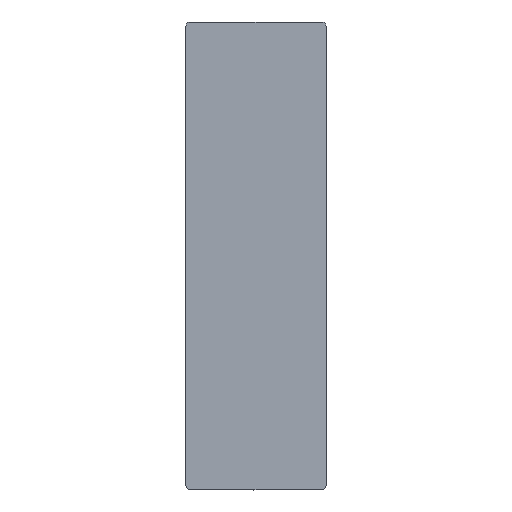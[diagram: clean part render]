
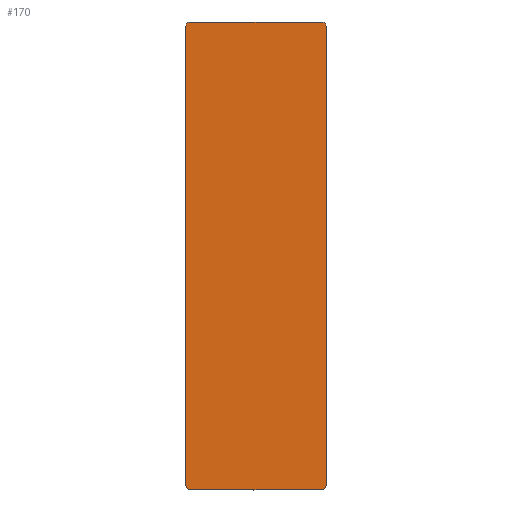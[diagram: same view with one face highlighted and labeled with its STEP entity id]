
A CAD part, top view. The second image highlights one B-rep face of the part: STEP entity #170.
In plain terms, the highlighted planar face has unit normal (0, 0, 1).
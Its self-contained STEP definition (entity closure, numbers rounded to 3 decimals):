
#21 = EDGE_CURVE('',#22,#24,#26,.T.);
#22 = VERTEX_POINT('',#23);
#23 = CARTESIAN_POINT('',(0.,-1.,25.));
#24 = VERTEX_POINT('',#25);
#25 = CARTESIAN_POINT('',(0.,-99.,25.));
#26 = LINE('',#27,#28);
#27 = CARTESIAN_POINT('',(0.,0.,25.));
#28 = VECTOR('',#29,1.);
#29 = DIRECTION('',(0.,-1.,0.));
#170 = ADVANCED_FACE('',(#171),#232,.T.);
#171 = FACE_BOUND('',#172,.T.);
#172 = EDGE_LOOP('',(#173,#174,#183,#191,#200,#208,#217,#225));
#173 = ORIENTED_EDGE('',*,*,#21,.T.);
#174 = ORIENTED_EDGE('',*,*,#175,.T.);
#175 = EDGE_CURVE('',#24,#176,#178,.T.);
#176 = VERTEX_POINT('',#177);
#177 = CARTESIAN_POINT('',(1.,-100.,25.));
#178 = CIRCLE('',#179,1.);
#179 = AXIS2_PLACEMENT_3D('',#180,#181,#182);
#180 = CARTESIAN_POINT('',(1.,-99.,25.));
#181 = DIRECTION('',(0.,0.,1.));
#182 = DIRECTION('',(0.,1.,-0.));
#183 = ORIENTED_EDGE('',*,*,#184,.T.);
#184 = EDGE_CURVE('',#176,#185,#187,.T.);
#185 = VERTEX_POINT('',#186);
#186 = CARTESIAN_POINT('',(29.,-100.,25.));
#187 = LINE('',#188,#189);
#188 = CARTESIAN_POINT('',(0.,-100.,25.));
#189 = VECTOR('',#190,1.);
#190 = DIRECTION('',(1.,0.,0.));
#191 = ORIENTED_EDGE('',*,*,#192,.F.);
#192 = EDGE_CURVE('',#193,#185,#195,.T.);
#193 = VERTEX_POINT('',#194);
#194 = CARTESIAN_POINT('',(30.,-99.,25.));
#195 = CIRCLE('',#196,1.);
#196 = AXIS2_PLACEMENT_3D('',#197,#198,#199);
#197 = CARTESIAN_POINT('',(29.,-99.,25.));
#198 = DIRECTION('',(0.,-0.,-1.));
#199 = DIRECTION('',(0.,1.,-0.));
#200 = ORIENTED_EDGE('',*,*,#201,.T.);
#201 = EDGE_CURVE('',#193,#202,#204,.T.);
#202 = VERTEX_POINT('',#203);
#203 = CARTESIAN_POINT('',(30.,-1.,25.));
#204 = LINE('',#205,#206);
#205 = CARTESIAN_POINT('',(30.,-100.,25.));
#206 = VECTOR('',#207,1.);
#207 = DIRECTION('',(0.,1.,0.));
#208 = ORIENTED_EDGE('',*,*,#209,.T.);
#209 = EDGE_CURVE('',#202,#210,#212,.T.);
#210 = VERTEX_POINT('',#211);
#211 = CARTESIAN_POINT('',(29.,0.,25.));
#212 = CIRCLE('',#213,1.);
#213 = AXIS2_PLACEMENT_3D('',#214,#215,#216);
#214 = CARTESIAN_POINT('',(29.,-1.,25.));
#215 = DIRECTION('',(0.,0.,1.));
#216 = DIRECTION('',(0.,-1.,0.));
#217 = ORIENTED_EDGE('',*,*,#218,.T.);
#218 = EDGE_CURVE('',#210,#219,#221,.T.);
#219 = VERTEX_POINT('',#220);
#220 = CARTESIAN_POINT('',(1.,0.,25.));
#221 = LINE('',#222,#223);
#222 = CARTESIAN_POINT('',(30.,0.,25.));
#223 = VECTOR('',#224,1.);
#224 = DIRECTION('',(-1.,0.,0.));
#225 = ORIENTED_EDGE('',*,*,#226,.F.);
#226 = EDGE_CURVE('',#22,#219,#227,.T.);
#227 = CIRCLE('',#228,1.);
#228 = AXIS2_PLACEMENT_3D('',#229,#230,#231);
#229 = CARTESIAN_POINT('',(1.,-1.,25.));
#230 = DIRECTION('',(-0.,-0.,-1.));
#231 = DIRECTION('',(0.,-1.,0.));
#232 = PLANE('',#233);
#233 = AXIS2_PLACEMENT_3D('',#234,#235,#236);
#234 = CARTESIAN_POINT('',(15.,-50.,25.));
#235 = DIRECTION('',(0.,0.,1.));
#236 = DIRECTION('',(1.,0.,0.));
